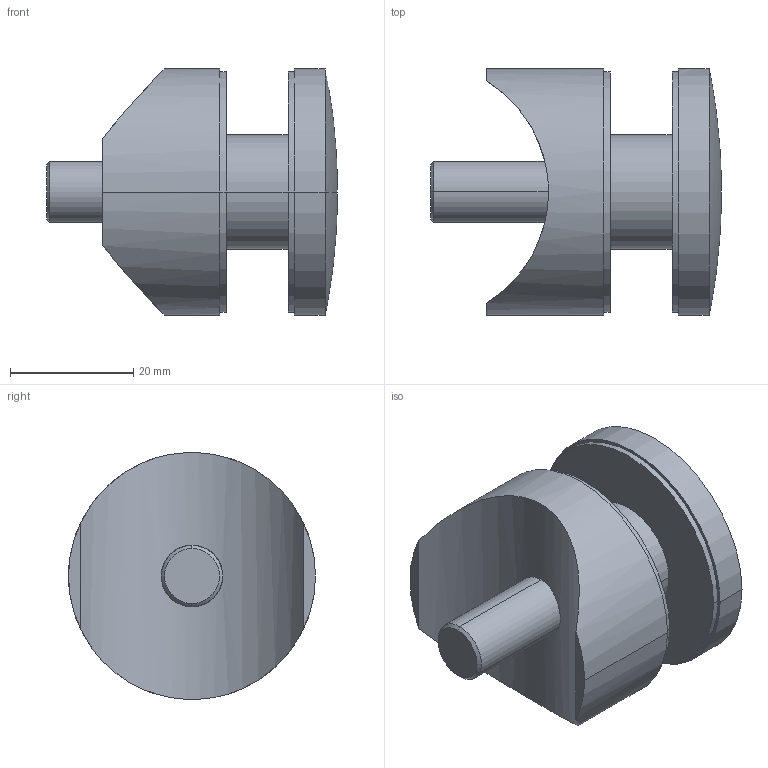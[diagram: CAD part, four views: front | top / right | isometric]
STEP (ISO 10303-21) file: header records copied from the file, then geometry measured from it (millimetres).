
FILE_DESCRIPTION((''),'2;1');
FILE_NAME('2948','2022-03-19T14:02:43',('Gogel'),('Gerresheimer Regensburg GmbH'),'CREO PARAMETRIC BY PTC INC, 2018420','CREO PARAMETRIC BY PTC INC, 2018420','');
FILE_SCHEMA(('AUTOMOTIVE_DESIGN { 1 0 10303 214 1 1 1 1 }'));
Length unit declared in the file: millimetre
Products named in the file (1): 2948
Bounding box: 47.12 x 40 x 40 mm (x, y, z)
Volume: 28424.2 mm3; surface area: 10531.1 mm2
Topology: 3 solids, 3 shells, 35 faces, 73 edges, 44 vertices
Faces by surface type: cylinder 19, plane 10, cone 4, bspline 2
Entity records: 1412 total; most frequent: CARTESIAN_POINT 342, DIRECTION 201, ORIENTED_EDGE 138, AXIS2_PLACEMENT_3D 84, EDGE_CURVE 69, VERTEX_POINT 44, EDGE_LOOP 41, COLOUR_RGB 41
